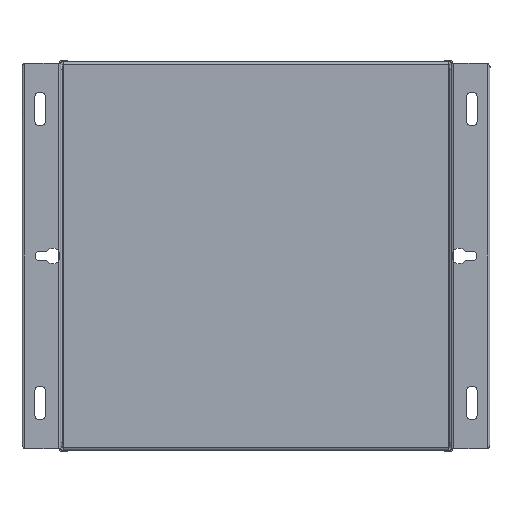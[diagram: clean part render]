
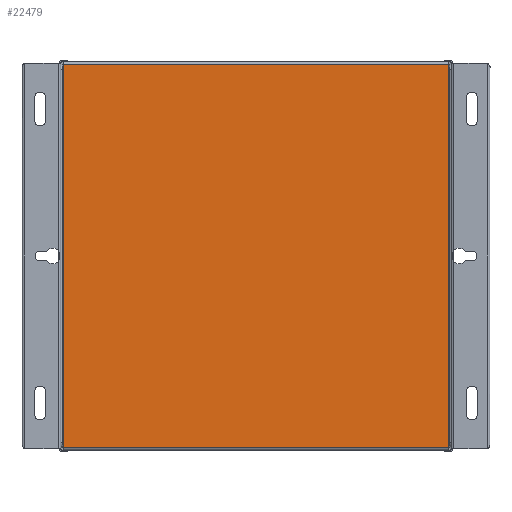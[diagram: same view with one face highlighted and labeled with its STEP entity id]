
A CAD part, front view. The second image highlights one B-rep face of the part: STEP entity #22479.
In plain terms, the highlighted planar face has unit normal (0, -1, 0).
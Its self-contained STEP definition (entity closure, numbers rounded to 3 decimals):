
#3642=DIRECTION('',(0.,0.,-1.));
#3643=VECTOR('',#3642,395.);
#3644=CARTESIAN_POINT('',(-342.499,-179.472,
23.883));
#3645=LINE('',#3644,#3643);
#5713=DIRECTION('',(0.,0.,-1.));
#5714=VECTOR('',#5713,395.);
#5715=CARTESIAN_POINT('',(54.501,-179.472,23.883));
#5716=LINE('',#5715,#5714);
#7755=DIRECTION('',(1.,0.,0.));
#7756=VECTOR('',#7755,397.);
#7757=CARTESIAN_POINT('',(-342.499,-179.472,
-371.117));
#7758=LINE('',#7757,#7756);
#7759=DIRECTION('',(1.,0.,0.));
#7760=VECTOR('',#7759,397.);
#7761=CARTESIAN_POINT('',(-342.499,-179.472,
23.883));
#7762=LINE('',#7761,#7760);
#7779=CARTESIAN_POINT('',(54.501,-179.472,23.883));
#7781=VERTEX_POINT('',#7779);
#7782=CARTESIAN_POINT('',(54.501,-179.472,
-371.117));
#7783=VERTEX_POINT('',#7782);
#7791=CARTESIAN_POINT('',(-342.499,-179.472,
23.883));
#7793=VERTEX_POINT('',#7791);
#7794=CARTESIAN_POINT('',(-342.499,-179.472,
-371.117));
#7795=VERTEX_POINT('',#7794);
#22468=CARTESIAN_POINT('',(-143.999,-179.472,
-173.617));
#22469=DIRECTION('',(0.,1.,0.));
#22470=DIRECTION('',(0.,0.,1.));
#22471=AXIS2_PLACEMENT_3D('',#22468,#22469,#22470);
#22472=PLANE('',#22471);
#22473=ORIENTED_EDGE('',*,*,#18417,.T.);
#22474=ORIENTED_EDGE('',*,*,#18442,.T.);
#22475=ORIENTED_EDGE('',*,*,#22453,.F.);
#22476=ORIENTED_EDGE('',*,*,#14471,.F.);
#22477=EDGE_LOOP('',(#22473,#22474,#22475,#22476));
#22478=FACE_OUTER_BOUND('',#22477,.F.);
#22479=ADVANCED_FACE('',(#22478),#22472,.F.);
#14471=EDGE_CURVE('',#7793,#7795,#3645,.T.);
#18417=EDGE_CURVE('',#7793,#7781,#7762,.T.);
#18442=EDGE_CURVE('',#7781,#7783,#5716,.T.);
#22453=EDGE_CURVE('',#7795,#7783,#7758,.T.);
